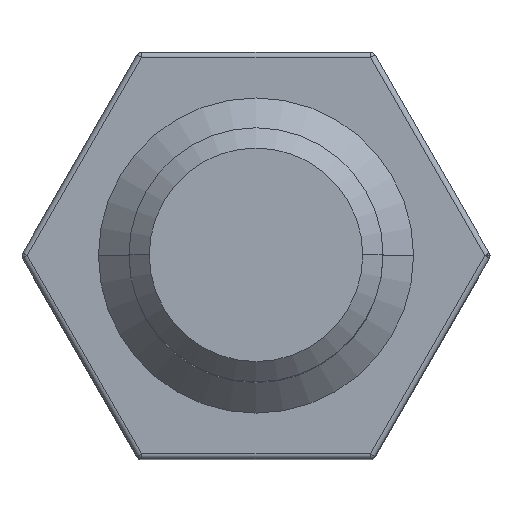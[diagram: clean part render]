
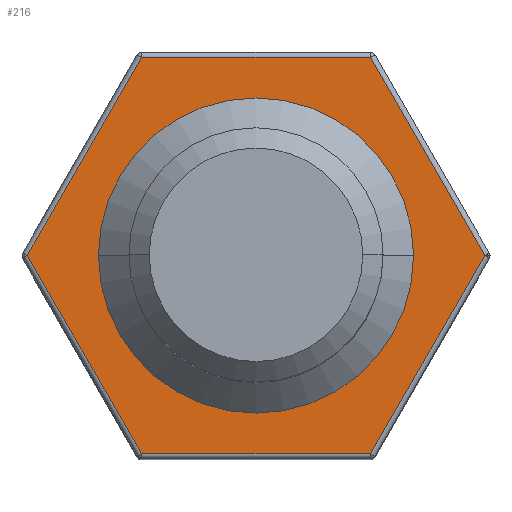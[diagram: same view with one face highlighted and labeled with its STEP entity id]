
A CAD part, top view. The second image highlights one B-rep face of the part: STEP entity #216.
In plain terms, the highlighted planar face has unit normal (0, 0, 1).
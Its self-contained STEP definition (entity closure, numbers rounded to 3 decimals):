
#37 = VERTEX_POINT ( 'NONE', #1324 ) ;
#44 = CARTESIAN_POINT ( 'NONE',  ( -2.252, -3.9, 0. ) ) ;
#45 = EDGE_CURVE ( 'NONE', #815, #813, #467, .T. ) ;
#56 = VERTEX_POINT ( 'NONE', #615 ) ;
#92 = CARTESIAN_POINT ( 'NONE',  ( 0., 0., 0. ) ) ;
#93 = EDGE_CURVE ( 'NONE', #813, #815, #656, .T. ) ;
#97 = EDGE_CURVE ( 'NONE', #37, #685, #671, .T. ) ;
#101 = EDGE_CURVE ( 'NONE', #685, #1096, #670, .T. ) ;
#105 = EDGE_CURVE ( 'NONE', #1096, #56, #641, .T. ) ;
#112 = EDGE_CURVE ( 'NONE', #56, #1174, #255, .T. ) ;
#118 = EDGE_CURVE ( 'NONE', #1174, #1241, #233, .T. ) ;
#127 = EDGE_CURVE ( 'NONE', #1241, #37, #512, .T. ) ;
#191 = VECTOR ( 'NONE', #493, 1000. ) ;
#216 = ADVANCED_FACE ( 'NONE', ( #1212, #1222 ), #1368, .F. ) ;
#228 = DIRECTION ( 'NONE',  ( -1., 0., 0. ) ) ;
#233 = LINE ( 'NONE', #840, #516 ) ;
#234 = VECTOR ( 'NONE', #1050, 1000. ) ;
#253 = DIRECTION ( 'NONE',  ( 0., 0., -1. ) ) ;
#255 = LINE ( 'NONE', #1336, #191 ) ;
#259 = VECTOR ( 'NONE', #731, 1000. ) ;
#281 = CARTESIAN_POINT ( 'NONE',  ( 2.252, 3.9, 0. ) ) ;
#296 = CARTESIAN_POINT ( 'NONE',  ( 3.1, 0., 0. ) ) ;
#312 = DIRECTION ( 'NONE',  ( 0., 0., -1. ) ) ;
#367 = AXIS2_PLACEMENT_3D ( 'NONE', #663, #312, #1085 ) ;
#378 = CARTESIAN_POINT ( 'NONE',  ( -4.619, 3.9, 0. ) ) ;
#467 = CIRCLE ( 'NONE', #1229, 3.1 ) ;
#490 = VECTOR ( 'NONE', #847, 1000. ) ;
#493 = DIRECTION ( 'NONE',  ( 0.5, -0.866, 0. ) ) ;
#512 = LINE ( 'NONE', #1341, #490 ) ;
#516 = VECTOR ( 'NONE', #629, 1000. ) ;
#615 = CARTESIAN_POINT ( 'NONE',  ( -4.503, 0., 0. ) ) ;
#618 = CARTESIAN_POINT ( 'NONE',  ( -4.532, -0.05, 0. ) ) ;
#625 = EDGE_LOOP ( 'NONE', ( #692, #695 ) ) ;
#629 = DIRECTION ( 'NONE',  ( 1., 0., 0. ) ) ;
#641 = LINE ( 'NONE', #618, #234 ) ;
#647 = ORIENTED_EDGE ( 'NONE', *, *, #97, .T. ) ;
#648 = ORIENTED_EDGE ( 'NONE', *, *, #101, .T. ) ;
#651 = VECTOR ( 'NONE', #831, 1000. ) ;
#656 = CIRCLE ( 'NONE', #991, 3.1 ) ;
#660 = ORIENTED_EDGE ( 'NONE', *, *, #105, .T. ) ;
#663 = CARTESIAN_POINT ( 'NONE',  ( -4.619, 0., 0. ) ) ;
#665 = ORIENTED_EDGE ( 'NONE', *, *, #112, .T. ) ;
#669 = CARTESIAN_POINT ( 'NONE',  ( -2.252, 3.9, 0. ) ) ;
#670 = LINE ( 'NONE', #378, #259 ) ;
#671 = LINE ( 'NONE', #1146, #651 ) ;
#674 = ORIENTED_EDGE ( 'NONE', *, *, #118, .T. ) ;
#678 = ORIENTED_EDGE ( 'NONE', *, *, #127, .T. ) ;
#685 = VERTEX_POINT ( 'NONE', #281 ) ;
#692 = ORIENTED_EDGE ( 'NONE', *, *, #45, .T. ) ;
#695 = ORIENTED_EDGE ( 'NONE', *, *, #93, .T. ) ;
#731 = DIRECTION ( 'NONE',  ( -1., 0., 0. ) ) ;
#813 = VERTEX_POINT ( 'NONE', #296 ) ;
#815 = VERTEX_POINT ( 'NONE', #1360 ) ;
#831 = DIRECTION ( 'NONE',  ( -0.5, 0.866, 0. ) ) ;
#840 = CARTESIAN_POINT ( 'NONE',  ( -4.619, -3.9, 0. ) ) ;
#847 = DIRECTION ( 'NONE',  ( 0.5, 0.866, 0. ) ) ;
#881 = EDGE_LOOP ( 'NONE', ( #647, #648, #660, #665, #674, #678 ) ) ;
#921 = DIRECTION ( 'NONE',  ( 0., 0., -1. ) ) ;
#941 = CARTESIAN_POINT ( 'NONE',  ( 0., 0., 0. ) ) ;
#991 = AXIS2_PLACEMENT_3D ( 'NONE', #941, #253, #1044 ) ;
#1044 = DIRECTION ( 'NONE',  ( -1., 0., 0. ) ) ;
#1050 = DIRECTION ( 'NONE',  ( -0.5, -0.866, 0. ) ) ;
#1085 = DIRECTION ( 'NONE',  ( -1., 0., 0. ) ) ;
#1091 = CARTESIAN_POINT ( 'NONE',  ( 2.252, -3.9, 0. ) ) ;
#1096 = VERTEX_POINT ( 'NONE', #669 ) ;
#1146 = CARTESIAN_POINT ( 'NONE',  ( 2.223, 3.95, 0. ) ) ;
#1174 = VERTEX_POINT ( 'NONE', #44 ) ;
#1212 = FACE_OUTER_BOUND ( 'NONE', #881, .T. ) ;
#1222 = FACE_BOUND ( 'NONE', #625, .T. ) ;
#1229 = AXIS2_PLACEMENT_3D ( 'NONE', #92, #921, #228 ) ;
#1241 = VERTEX_POINT ( 'NONE', #1091 ) ;
#1324 = CARTESIAN_POINT ( 'NONE',  ( 4.503, 0., 0. ) ) ;
#1336 = CARTESIAN_POINT ( 'NONE',  ( -4.532, 0.05, 0. ) ) ;
#1341 = CARTESIAN_POINT ( 'NONE',  ( 2.223, -3.95, 0. ) ) ;
#1360 = CARTESIAN_POINT ( 'NONE',  ( -3.1, 0., 0. ) ) ;
#1368 = PLANE ( 'NONE',  #367 ) ;
